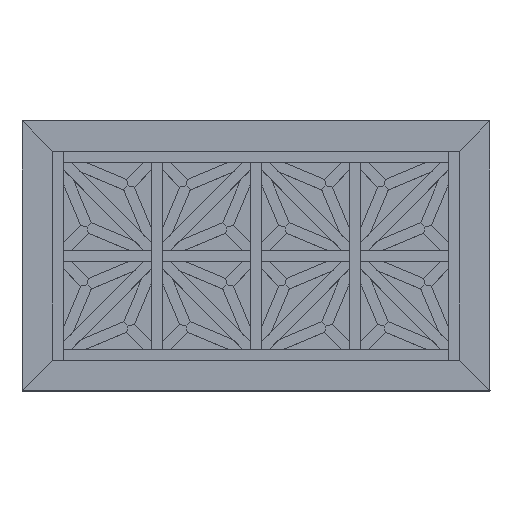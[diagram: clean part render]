
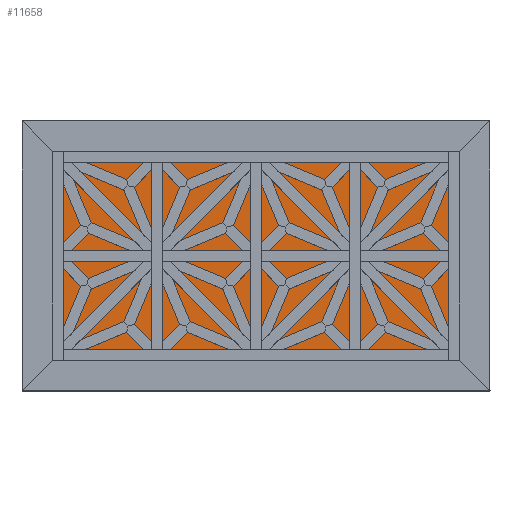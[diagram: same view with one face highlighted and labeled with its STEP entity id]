
A CAD part, top view. The second image highlights one B-rep face of the part: STEP entity #11658.
In plain terms, the highlighted planar face has unit normal (0, 0, 1).
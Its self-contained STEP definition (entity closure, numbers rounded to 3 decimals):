
#11257 = VERTEX_POINT('',#11258);
#11258 = CARTESIAN_POINT('',(0.,0.,11.5));
#11265 = PLANE('',#11266);
#11266 = AXIS2_PLACEMENT_3D('',#11267,#11268,#11269);
#11267 = CARTESIAN_POINT('',(0.,0.,5.75));
#11268 = DIRECTION('',(0.,1.,0.));
#11269 = DIRECTION('',(1.,0.,0.));
#11277 = PLANE('',#11278);
#11278 = AXIS2_PLACEMENT_3D('',#11279,#11280,#11281);
#11279 = CARTESIAN_POINT('',(0.,63.5,5.75));
#11280 = DIRECTION('',(1.,0.,0.));
#11281 = DIRECTION('',(0.,-1.,0.));
#11289 = EDGE_CURVE('',#11257,#11290,#11292,.T.);
#11290 = VERTEX_POINT('',#11291);
#11291 = CARTESIAN_POINT('',(118.5,0.,11.5));
#11292 = SURFACE_CURVE('',#11293,(#11297,#11304),.PCURVE_S1.);
#11293 = LINE('',#11294,#11295);
#11294 = CARTESIAN_POINT('',(0.,0.,11.5));
#11295 = VECTOR('',#11296,1.);
#11296 = DIRECTION('',(1.,0.,0.));
#11297 = PCURVE('',#11265,#11298);
#11298 = DEFINITIONAL_REPRESENTATION('',(#11299),#11303);
#11299 = LINE('',#11300,#11301);
#11300 = CARTESIAN_POINT('',(0.,-5.75));
#11301 = VECTOR('',#11302,1.);
#11302 = DIRECTION('',(1.,0.));
#11303 = ( GEOMETRIC_REPRESENTATION_CONTEXT(2) 
PARAMETRIC_REPRESENTATION_CONTEXT() REPRESENTATION_CONTEXT('2D SPACE',''
  ) );
#11304 = PCURVE('',#11305,#11310);
#11305 = PLANE('',#11306);
#11306 = AXIS2_PLACEMENT_3D('',#11307,#11308,#11309);
#11307 = CARTESIAN_POINT('',(59.25,31.75,11.5));
#11308 = DIRECTION('',(0.,0.,1.));
#11309 = DIRECTION('',(1.,0.,0.));
#11310 = DEFINITIONAL_REPRESENTATION('',(#11311),#11315);
#11311 = LINE('',#11312,#11313);
#11312 = CARTESIAN_POINT('',(-59.25,-31.75));
#11313 = VECTOR('',#11314,1.);
#11314 = DIRECTION('',(1.,0.));
#11315 = ( GEOMETRIC_REPRESENTATION_CONTEXT(2) 
PARAMETRIC_REPRESENTATION_CONTEXT() REPRESENTATION_CONTEXT('2D SPACE',''
  ) );
#11333 = PLANE('',#11334);
#11334 = AXIS2_PLACEMENT_3D('',#11335,#11336,#11337);
#11335 = CARTESIAN_POINT('',(118.5,0.,5.75));
#11336 = DIRECTION('',(-1.,0.,0.));
#11337 = DIRECTION('',(0.,1.,0.));
#11377 = VERTEX_POINT('',#11378);
#11378 = CARTESIAN_POINT('',(0.,63.5,11.5));
#11392 = PLANE('',#11393);
#11393 = AXIS2_PLACEMENT_3D('',#11394,#11395,#11396);
#11394 = CARTESIAN_POINT('',(118.5,63.5,5.75));
#11395 = DIRECTION('',(0.,-1.,0.));
#11396 = DIRECTION('',(-1.,0.,0.));
#11404 = EDGE_CURVE('',#11377,#11257,#11405,.T.);
#11405 = SURFACE_CURVE('',#11406,(#11410,#11417),.PCURVE_S1.);
#11406 = LINE('',#11407,#11408);
#11407 = CARTESIAN_POINT('',(0.,63.5,11.5));
#11408 = VECTOR('',#11409,1.);
#11409 = DIRECTION('',(0.,-1.,0.));
#11410 = PCURVE('',#11277,#11411);
#11411 = DEFINITIONAL_REPRESENTATION('',(#11412),#11416);
#11412 = LINE('',#11413,#11414);
#11413 = CARTESIAN_POINT('',(0.,-5.75));
#11414 = VECTOR('',#11415,1.);
#11415 = DIRECTION('',(1.,0.));
#11416 = ( GEOMETRIC_REPRESENTATION_CONTEXT(2) 
PARAMETRIC_REPRESENTATION_CONTEXT() REPRESENTATION_CONTEXT('2D SPACE',''
  ) );
#11417 = PCURVE('',#11305,#11418);
#11418 = DEFINITIONAL_REPRESENTATION('',(#11419),#11423);
#11419 = LINE('',#11420,#11421);
#11420 = CARTESIAN_POINT('',(-59.25,31.75));
#11421 = VECTOR('',#11422,1.);
#11422 = DIRECTION('',(0.,-1.));
#11423 = ( GEOMETRIC_REPRESENTATION_CONTEXT(2) 
PARAMETRIC_REPRESENTATION_CONTEXT() REPRESENTATION_CONTEXT('2D SPACE',''
  ) );
#11451 = EDGE_CURVE('',#11290,#11452,#11454,.T.);
#11452 = VERTEX_POINT('',#11453);
#11453 = CARTESIAN_POINT('',(118.5,63.5,11.5));
#11454 = SURFACE_CURVE('',#11455,(#11459,#11466),.PCURVE_S1.);
#11455 = LINE('',#11456,#11457);
#11456 = CARTESIAN_POINT('',(118.5,0.,11.5));
#11457 = VECTOR('',#11458,1.);
#11458 = DIRECTION('',(0.,1.,0.));
#11459 = PCURVE('',#11333,#11460);
#11460 = DEFINITIONAL_REPRESENTATION('',(#11461),#11465);
#11461 = LINE('',#11462,#11463);
#11462 = CARTESIAN_POINT('',(0.,-5.75));
#11463 = VECTOR('',#11464,1.);
#11464 = DIRECTION('',(1.,0.));
#11465 = ( GEOMETRIC_REPRESENTATION_CONTEXT(2) 
PARAMETRIC_REPRESENTATION_CONTEXT() REPRESENTATION_CONTEXT('2D SPACE',''
  ) );
#11466 = PCURVE('',#11305,#11467);
#11467 = DEFINITIONAL_REPRESENTATION('',(#11468),#11472);
#11468 = LINE('',#11469,#11470);
#11469 = CARTESIAN_POINT('',(59.25,-31.75));
#11470 = VECTOR('',#11471,1.);
#11471 = DIRECTION('',(0.,1.));
#11472 = ( GEOMETRIC_REPRESENTATION_CONTEXT(2) 
PARAMETRIC_REPRESENTATION_CONTEXT() REPRESENTATION_CONTEXT('2D SPACE',''
  ) );
#11658 = ADVANCED_FACE('',(#11659),#11305,.T.);
#11659 = FACE_BOUND('',#11660,.T.);
#11660 = EDGE_LOOP('',(#11661,#11662,#11663,#11684));
#11661 = ORIENTED_EDGE('',*,*,#11289,.T.);
#11662 = ORIENTED_EDGE('',*,*,#11451,.T.);
#11663 = ORIENTED_EDGE('',*,*,#11664,.T.);
#11664 = EDGE_CURVE('',#11452,#11377,#11665,.T.);
#11665 = SURFACE_CURVE('',#11666,(#11670,#11677),.PCURVE_S1.);
#11666 = LINE('',#11667,#11668);
#11667 = CARTESIAN_POINT('',(118.5,63.5,11.5));
#11668 = VECTOR('',#11669,1.);
#11669 = DIRECTION('',(-1.,0.,0.));
#11670 = PCURVE('',#11305,#11671);
#11671 = DEFINITIONAL_REPRESENTATION('',(#11672),#11676);
#11672 = LINE('',#11673,#11674);
#11673 = CARTESIAN_POINT('',(59.25,31.75));
#11674 = VECTOR('',#11675,1.);
#11675 = DIRECTION('',(-1.,0.));
#11676 = ( GEOMETRIC_REPRESENTATION_CONTEXT(2) 
PARAMETRIC_REPRESENTATION_CONTEXT() REPRESENTATION_CONTEXT('2D SPACE',''
  ) );
#11677 = PCURVE('',#11392,#11678);
#11678 = DEFINITIONAL_REPRESENTATION('',(#11679),#11683);
#11679 = LINE('',#11680,#11681);
#11680 = CARTESIAN_POINT('',(0.,-5.75));
#11681 = VECTOR('',#11682,1.);
#11682 = DIRECTION('',(1.,0.));
#11683 = ( GEOMETRIC_REPRESENTATION_CONTEXT(2) 
PARAMETRIC_REPRESENTATION_CONTEXT() REPRESENTATION_CONTEXT('2D SPACE',''
  ) );
#11684 = ORIENTED_EDGE('',*,*,#11404,.T.);
